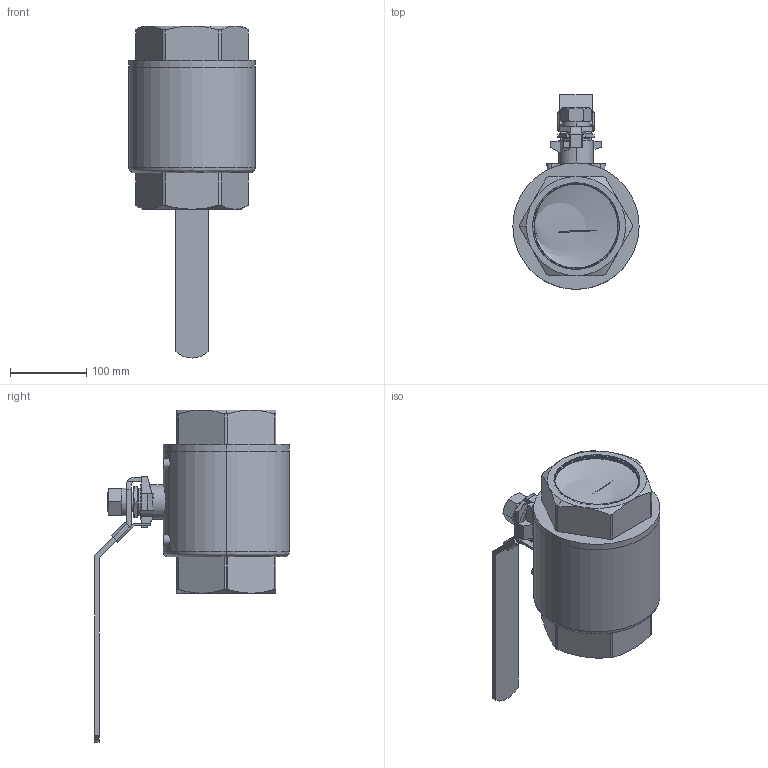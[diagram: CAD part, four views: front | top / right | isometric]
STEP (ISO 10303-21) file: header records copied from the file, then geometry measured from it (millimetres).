
FILE_DESCRIPTION (( 'STEP AP203' ), '1' );
FILE_NAME ('Fig.2001 DN-100 A2N 4.STEP', '2021-05-25T11:13:59', ( '' ), ( '' ), 'SwSTEP 2.0', 'SolidWorks 2020', '' );
FILE_SCHEMA (( 'CONFIG_CONTROL_DESIGN' ));
Length unit declared in the file: millimetre
Products named in the file (1): Fig.2001 DN-100 A2N 4
Bounding box: 165.5 x 255.45 x 435 mm (x, y, z)
Surface area: 638050 mm2 (no closed solid volume)
Topology: 0 solids, 14 shells, 332 faces, 881 edges, 573 vertices
Faces by surface type: plane 144, cylinder 127, cone 52, bspline 9
Full cylindrical faces by diameter (mm): 110.1 x5
Entity records: 86718 total; most frequent: CARTESIAN_POINT 78895, ORIENTED_EDGE 1606, DIRECTION 1560, EDGE_CURVE 834, AXIS2_PLACEMENT_3D 599, VERTEX_POINT 553, EDGE_LOOP 377, LINE 362
